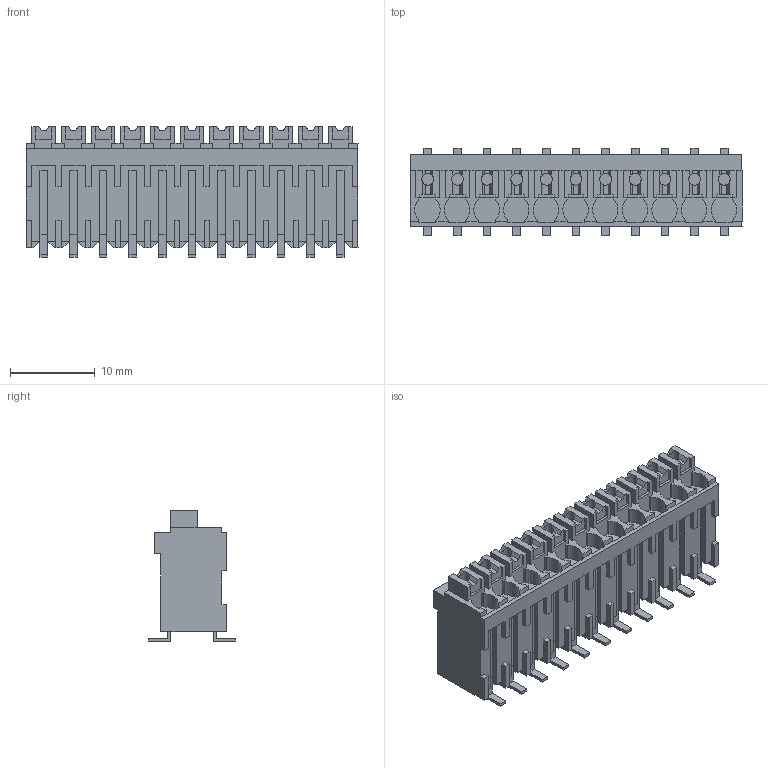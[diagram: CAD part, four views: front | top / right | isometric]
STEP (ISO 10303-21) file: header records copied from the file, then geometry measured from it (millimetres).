
FILE_DESCRIPTION(('CATIA V5 STEP Exchange','CAx-IF Rec.Pracs.--- Model Styling and Organization---1.2---2011-12-15'),'2;1');
FILE_NAME ('D1450263_0_1250460000_1250460000.stp','2018-03-23T12:45:40+00:00',('none'),('Weidmueller'),'CATIA Version 5-6 Release 2014','CATIA V5 STEP AP214','none');
FILE_SCHEMA(('AUTOMOTIVE_DESIGN { 1 0 10303 214 1 1 1 1 }'));
Length unit declared in the file: millimetre
Products named in the file (1): 1250460000
Bounding box: 39.2 x 10.3 x 15.46 mm (x, y, z)
Volume: 3125.9 mm3; surface area: 3667.2 mm2
Topology: 34 solids, 34 shells, 896 faces, 2573 edges, 1734 vertices
Faces by surface type: plane 852, cylinder 44
Entity records: 26864 total; most frequent: CARTESIAN_POINT 5404, ORIENTED_EDGE 5146, DIRECTION 3291, EDGE_CURVE 2573, VECTOR 2397, LINE 2397, VERTEX_POINT 1734, EDGE_LOOP 907
